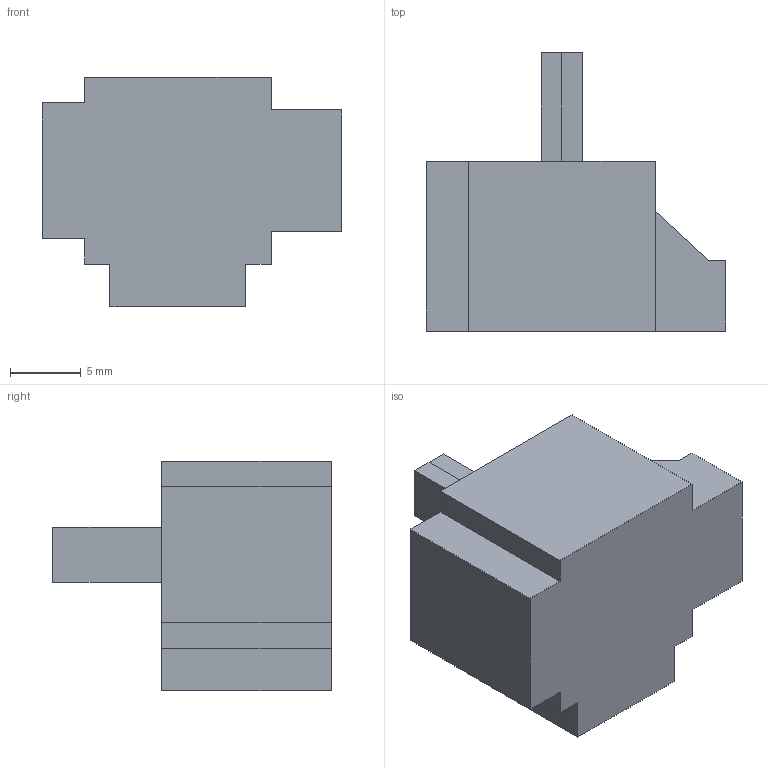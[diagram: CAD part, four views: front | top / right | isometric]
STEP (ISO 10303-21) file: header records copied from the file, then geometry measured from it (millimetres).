
FILE_DESCRIPTION(/* description */ (''),/* implementation_level */ '2;1');
FILE_NAME(/* name */ 'RemoteThumbstick v3.stp',/* time_stamp */ '2025-09-12T00:19:55+02:00',/* author */ (''),/* organization */ (''),/* preprocessor_version */ 'ST-DEVELOPER v20.1',/* originating_system */ 'Autodesk Translation Framework v14.10.0.0',/* authorisation */ '');
FILE_SCHEMA (('AUTOMOTIVE_DESIGN { 1 0 10303 214 3 1 1 }'));
Length unit declared in the file: millimetre
Products named in the file (1): RemoteThumbstick
Bounding box: 21.2 x 19.7 x 16.2 mm (x, y, z)
Volume: 3112.9 mm3; surface area: 1560.8 mm2
Topology: 2 solids, 2 shells, 29 faces, 75 edges, 48 vertices
Faces by surface type: plane 29
Entity records: 897 total; most frequent: CARTESIAN_POINT 153, ORIENTED_EDGE 150, DIRECTION 135, LINE 75, VECTOR 75, EDGE_CURVE 75, VERTEX_POINT 48, AXIS2_PLACEMENT_3D 30
